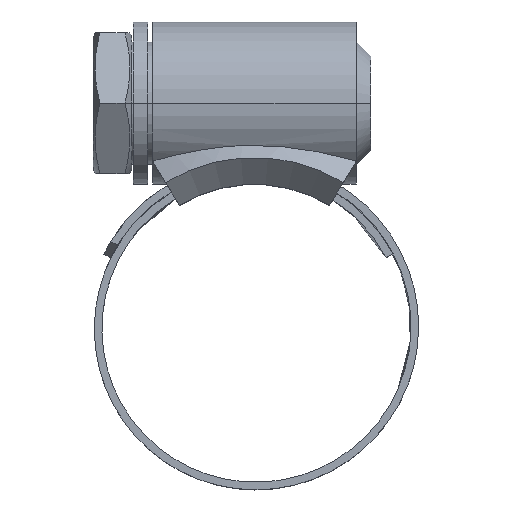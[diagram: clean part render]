
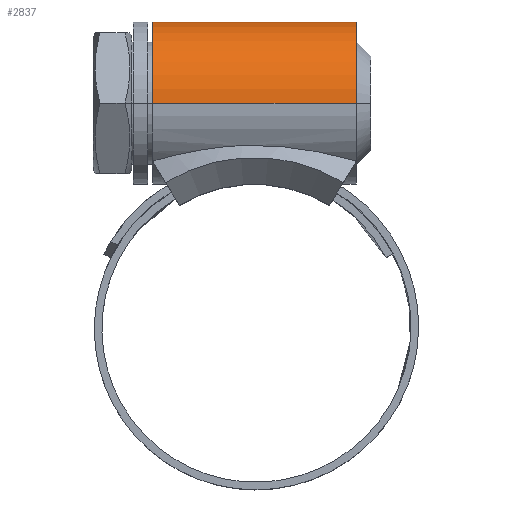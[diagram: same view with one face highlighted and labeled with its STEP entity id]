
A CAD part, top view. The second image highlights one B-rep face of the part: STEP entity #2837.
In plain terms, the highlighted cylindrical face has radius 8.5 mm (diameter 17 mm), a partial arc.
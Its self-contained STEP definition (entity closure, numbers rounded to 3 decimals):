
#40 = CARTESIAN_POINT ( 'NONE',  ( -34.701, 23.5, 8.5 ) ) ;
#240 = CARTESIAN_POINT ( 'NONE',  ( 10.659, 23.5, 0. ) ) ;
#273 = ORIENTED_EDGE ( 'NONE', *, *, #4158, .T. ) ;
#312 = EDGE_CURVE ( 'NONE', #1451, #434, #2709, .T. ) ;
#364 = FACE_OUTER_BOUND ( 'NONE', #3770, .T. ) ;
#380 = AXIS2_PLACEMENT_3D ( 'NONE', #390, #1696, #730 ) ;
#390 = CARTESIAN_POINT ( 'NONE',  ( -34.701, 23.5, 0. ) ) ;
#391 = AXIS2_PLACEMENT_3D ( 'NONE', #1678, #761, #2914 ) ;
#410 = VERTEX_POINT ( 'NONE', #2054 ) ;
#434 = VERTEX_POINT ( 'NONE', #757 ) ;
#513 = LINE ( 'NONE', #1545, #1335 ) ;
#526 = CARTESIAN_POINT ( 'NONE',  ( -10.659, 23.5, 8.5 ) ) ;
#730 = DIRECTION ( 'NONE',  ( 0., 0., -1. ) ) ;
#757 = CARTESIAN_POINT ( 'NONE',  ( -10.659, 23.5, -8.5 ) ) ;
#761 = DIRECTION ( 'NONE',  ( -1., 0., 0. ) ) ;
#1098 = ORIENTED_EDGE ( 'NONE', *, *, #2646, .F. ) ;
#1175 = ORIENTED_EDGE ( 'NONE', *, *, #312, .F. ) ;
#1335 = VECTOR ( 'NONE', #3449, 1000. ) ;
#1451 = VERTEX_POINT ( 'NONE', #526 ) ;
#1545 = CARTESIAN_POINT ( 'NONE',  ( -34.701, 23.5, -8.5 ) ) ;
#1550 = DIRECTION ( 'NONE',  ( 0., 0., -1. ) ) ;
#1678 = CARTESIAN_POINT ( 'NONE',  ( -10.659, 23.5, 0. ) ) ;
#1696 = DIRECTION ( 'NONE',  ( 1., 0., 0. ) ) ;
#1959 = EDGE_CURVE ( 'NONE', #410, #3210, #3750, .T. ) ;
#2054 = CARTESIAN_POINT ( 'NONE',  ( 10.659, 23.5, -8.5 ) ) ;
#2352 = AXIS2_PLACEMENT_3D ( 'NONE', #240, #2754, #1550 ) ;
#2643 = ORIENTED_EDGE ( 'NONE', *, *, #1959, .F. ) ;
#2646 = EDGE_CURVE ( 'NONE', #434, #410, #513, .T. ) ;
#2709 = CIRCLE ( 'NONE', #391, 8.5 ) ;
#2754 = DIRECTION ( 'NONE',  ( 1., 0., 0. ) ) ;
#2837 = ADVANCED_FACE ( 'NONE', ( #364 ), #3285, .T. ) ;
#2914 = DIRECTION ( 'NONE',  ( 0., 0., -1. ) ) ;
#3210 = VERTEX_POINT ( 'NONE', #4082 ) ;
#3284 = DIRECTION ( 'NONE',  ( 1., 0., 0. ) ) ;
#3285 = CYLINDRICAL_SURFACE ( 'NONE', #380, 8.5 ) ;
#3449 = DIRECTION ( 'NONE',  ( 1., 0., 0. ) ) ;
#3555 = LINE ( 'NONE', #40, #4156 ) ;
#3750 = CIRCLE ( 'NONE', #2352, 8.5 ) ;
#3770 = EDGE_LOOP ( 'NONE', ( #1175, #273, #2643, #1098 ) ) ;
#4082 = CARTESIAN_POINT ( 'NONE',  ( 10.659, 23.5, 8.5 ) ) ;
#4156 = VECTOR ( 'NONE', #3284, 1000. ) ;
#4158 = EDGE_CURVE ( 'NONE', #1451, #3210, #3555, .T. ) ;
